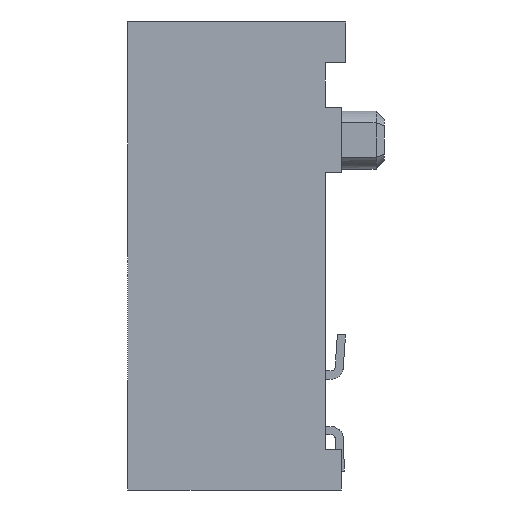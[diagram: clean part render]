
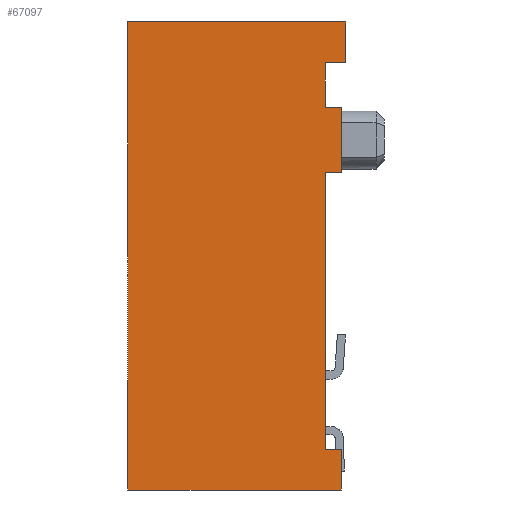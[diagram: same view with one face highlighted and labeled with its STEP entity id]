
A CAD part, left-side view. The second image highlights one B-rep face of the part: STEP entity #67097.
In plain terms, the highlighted free-form (B-spline) face has degree [1, 1] with [2, 2] control points.
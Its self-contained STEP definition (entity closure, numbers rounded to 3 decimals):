
#894 = VERTEX_POINT ( 'NONE', #31105 ) ;
#1926 = CARTESIAN_POINT ( 'NONE',  ( -9.1, 0.5, 0.8 ) ) ;
#3127 = CARTESIAN_POINT ( 'NONE',  ( -9.1, 5.35, 2.9 ) ) ;
#3264 = CARTESIAN_POINT ( 'NONE',  ( -9.1, 0.1, 0.8 ) ) ;
#4122 = B_SPLINE_CURVE_WITH_KNOTS ( 'NONE', 1,
 ( #49346, #59503 ),
 .UNSPECIFIED., .F., .F.,
 ( 2, 2 ),
 ( 0., 1. ),
 .UNSPECIFIED. ) ;
#5329 = CARTESIAN_POINT ( 'NONE',  ( -9.1, 0.5, 1.9 ) ) ;
#6476 = EDGE_CURVE ( 'NONE', #51827, #66169, #64522, .T. ) ;
#6754 = CARTESIAN_POINT ( 'NONE',  ( -9.1, 0., 1.9 ) ) ;
#7429 = ORIENTED_EDGE ( 'NONE', *, *, #63422, .T. ) ;
#7647 = CARTESIAN_POINT ( 'NONE',  ( -9.1, 0., 1.9 ) ) ;
#9897 = CARTESIAN_POINT ( 'NONE',  ( -9.1, 0.5, -7.6 ) ) ;
#10622 = B_SPLINE_SURFACE_WITH_KNOTS ( 'NONE', 1, 1, ( 
 ( #14671, #50605 ),
 ( #56038, #66832 ) ),
 .UNSPECIFIED., .F., .F., .F.,
 ( 2, 2 ),
 ( 2, 2 ),
 ( 0., 1. ),
 ( 0., 1. ),
 .UNSPECIFIED. ) ;
#11303 = EDGE_CURVE ( 'NONE', #894, #20405, #48851, .T. ) ;
#12388 = ORIENTED_EDGE ( 'NONE', *, *, #21029, .F. ) ;
#14168 = B_SPLINE_CURVE_WITH_KNOTS ( 'NONE', 1,
 ( #9897, #45541 ),
 .UNSPECIFIED., .F., .F.,
 ( 2, 2 ),
 ( 0., 1. ),
 .UNSPECIFIED. ) ;
#14661 = CARTESIAN_POINT ( 'NONE',  ( -9.1, 0.5, 1.9 ) ) ;
#14671 = CARTESIAN_POINT ( 'NONE',  ( -9.1, 0., 2.9 ) ) ;
#14770 = EDGE_LOOP ( 'NONE', ( #44188, #42482, #48803, #7429, #12388, #59731, #55862, #28960, #15039, #29930, #15796, #34992 ) ) ;
#15039 = ORIENTED_EDGE ( 'NONE', *, *, #27301, .F. ) ;
#15796 = ORIENTED_EDGE ( 'NONE', *, *, #11303, .F. ) ;
#15920 = CARTESIAN_POINT ( 'NONE',  ( -9.1, 0.1, -7.6 ) ) ;
#18814 = CARTESIAN_POINT ( 'NONE',  ( -9.1, 5.35, 2.9 ) ) ;
#19907 = CARTESIAN_POINT ( 'NONE',  ( -9.1, 0.1, -8.6 ) ) ;
#20405 = VERTEX_POINT ( 'NONE', #3127 ) ;
#20797 = B_SPLINE_CURVE_WITH_KNOTS ( 'NONE', 1,
 ( #43118, #53096 ),
 .UNSPECIFIED., .F., .F.,
 ( 2, 2 ),
 ( 0., 1. ),
 .UNSPECIFIED. ) ;
#20963 = CARTESIAN_POINT ( 'NONE',  ( -9.1, 0.1, -8.6 ) ) ;
#21029 = EDGE_CURVE ( 'NONE', #46274, #52169, #20797, .T. ) ;
#21065 = VERTEX_POINT ( 'NONE', #58302 ) ;
#22138 = VERTEX_POINT ( 'NONE', #49081 ) ;
#22615 = CARTESIAN_POINT ( 'NONE',  ( -9.1, 0.5, 1.9 ) ) ;
#22934 = EDGE_CURVE ( 'NONE', #52148, #51827, #32382, .T. ) ;
#23998 = B_SPLINE_CURVE_WITH_KNOTS ( 'NONE', 1,
 ( #15920, #20963 ),
 .UNSPECIFIED., .F., .F.,
 ( 2, 2 ),
 ( 0., 1. ),
 .UNSPECIFIED. ) ;
#25266 = B_SPLINE_CURVE_WITH_KNOTS ( 'NONE', 1,
 ( #46662, #26455 ),
 .UNSPECIFIED., .F., .F.,
 ( 2, 2 ),
 ( 0., 1. ),
 .UNSPECIFIED. ) ;
#26455 = CARTESIAN_POINT ( 'NONE',  ( -9.1, 5.35, -8.6 ) ) ;
#26598 = B_SPLINE_CURVE_WITH_KNOTS ( 'NONE', 1,
 ( #64877, #60159 ),
 .UNSPECIFIED., .F., .F.,
 ( 2, 2 ),
 ( 0., 1. ),
 .UNSPECIFIED. ) ;
#27301 = EDGE_CURVE ( 'NONE', #21065, #52148, #43143, .T. ) ;
#28108 = CARTESIAN_POINT ( 'NONE',  ( -9.1, 0.1, -0.8 ) ) ;
#28588 = FACE_OUTER_BOUND ( 'NONE', #14770, .T. ) ;
#28633 = CARTESIAN_POINT ( 'NONE',  ( -9.1, 5.35, -8.6 ) ) ;
#28960 = ORIENTED_EDGE ( 'NONE', *, *, #22934, .F. ) ;
#29930 = ORIENTED_EDGE ( 'NONE', *, *, #51403, .F. ) ;
#31105 = CARTESIAN_POINT ( 'NONE',  ( -9.1, 5.35, -8.6 ) ) ;
#32359 = CARTESIAN_POINT ( 'NONE',  ( -9.1, 0., 1.9 ) ) ;
#32382 = B_SPLINE_CURVE_WITH_KNOTS ( 'NONE', 1,
 ( #32359, #22615 ),
 .UNSPECIFIED., .F., .F.,
 ( 2, 2 ),
 ( 0., 1. ),
 .UNSPECIFIED. ) ;
#32795 = CARTESIAN_POINT ( 'NONE',  ( -9.1, 0.1, -7.6 ) ) ;
#34492 = CARTESIAN_POINT ( 'NONE',  ( -9.1, 0.1, -0.8 ) ) ;
#34992 = ORIENTED_EDGE ( 'NONE', *, *, #56095, .F. ) ;
#35326 = VERTEX_POINT ( 'NONE', #61591 ) ;
#37027 = B_SPLINE_CURVE_WITH_KNOTS ( 'NONE', 1,
 ( #65249, #34492 ),
 .UNSPECIFIED., .F., .F.,
 ( 2, 2 ),
 ( 0., 1. ),
 .UNSPECIFIED. ) ;
#42482 = ORIENTED_EDGE ( 'NONE', *, *, #60856, .F. ) ;
#43118 = CARTESIAN_POINT ( 'NONE',  ( -9.1, 0.1, 0.8 ) ) ;
#43143 = B_SPLINE_CURVE_WITH_KNOTS ( 'NONE', 1,
 ( #59565, #7647 ),
 .UNSPECIFIED., .F., .F.,
 ( 2, 2 ),
 ( 0., 1. ),
 .UNSPECIFIED. ) ;
#43459 = B_SPLINE_CURVE_WITH_KNOTS ( 'NONE', 1,
 ( #51136, #56344 ),
 .UNSPECIFIED., .F., .F.,
 ( 2, 2 ),
 ( 0., 1. ),
 .UNSPECIFIED. ) ;
#43773 = EDGE_CURVE ( 'NONE', #64808, #47627, #23998, .T. ) ;
#44188 = ORIENTED_EDGE ( 'NONE', *, *, #43773, .F. ) ;
#45541 = CARTESIAN_POINT ( 'NONE',  ( -9.1, 0.1, -7.6 ) ) ;
#46274 = VERTEX_POINT ( 'NONE', #3264 ) ;
#46662 = CARTESIAN_POINT ( 'NONE',  ( -9.1, 0.1, -8.6 ) ) ;
#47627 = VERTEX_POINT ( 'NONE', #19907 ) ;
#48803 = ORIENTED_EDGE ( 'NONE', *, *, #63808, .T. ) ;
#48851 = B_SPLINE_CURVE_WITH_KNOTS ( 'NONE', 1,
 ( #28633, #18814 ),
 .UNSPECIFIED., .F., .F.,
 ( 2, 2 ),
 ( 0., 1. ),
 .UNSPECIFIED. ) ;
#49081 = CARTESIAN_POINT ( 'NONE',  ( -9.1, 0.5, -0.8 ) ) ;
#49346 = CARTESIAN_POINT ( 'NONE',  ( -9.1, 0.5, 0.8 ) ) ;
#50605 = CARTESIAN_POINT ( 'NONE',  ( -9.1, 5.35, 2.9 ) ) ;
#51136 = CARTESIAN_POINT ( 'NONE',  ( -9.1, 5.35, 2.9 ) ) ;
#51403 = EDGE_CURVE ( 'NONE', #20405, #21065, #43459, .T. ) ;
#51827 = VERTEX_POINT ( 'NONE', #5329 ) ;
#52148 = VERTEX_POINT ( 'NONE', #6754 ) ;
#52169 = VERTEX_POINT ( 'NONE', #28108 ) ;
#53096 = CARTESIAN_POINT ( 'NONE',  ( -9.1, 0.1, -0.8 ) ) ;
#53956 = EDGE_CURVE ( 'NONE', #66169, #46274, #4122, .T. ) ;
#55862 = ORIENTED_EDGE ( 'NONE', *, *, #6476, .F. ) ;
#56038 = CARTESIAN_POINT ( 'NONE',  ( -9.1, 0., -8.6 ) ) ;
#56095 = EDGE_CURVE ( 'NONE', #47627, #894, #25266, .T. ) ;
#56344 = CARTESIAN_POINT ( 'NONE',  ( -9.1, 0., 2.9 ) ) ;
#58302 = CARTESIAN_POINT ( 'NONE',  ( -9.1, 0., 2.9 ) ) ;
#59503 = CARTESIAN_POINT ( 'NONE',  ( -9.1, 0.1, 0.8 ) ) ;
#59565 = CARTESIAN_POINT ( 'NONE',  ( -9.1, 0., 2.9 ) ) ;
#59731 = ORIENTED_EDGE ( 'NONE', *, *, #53956, .F. ) ;
#60159 = CARTESIAN_POINT ( 'NONE',  ( -9.1, 0.5, -0.8 ) ) ;
#60856 = EDGE_CURVE ( 'NONE', #35326, #64808, #14168, .T. ) ;
#60936 = CARTESIAN_POINT ( 'NONE',  ( -9.1, 0.5, 0.8 ) ) ;
#61591 = CARTESIAN_POINT ( 'NONE',  ( -9.1, 0.5, -7.6 ) ) ;
#63422 = EDGE_CURVE ( 'NONE', #22138, #52169, #37027, .T. ) ;
#63808 = EDGE_CURVE ( 'NONE', #35326, #22138, #26598, .T. ) ;
#64522 = B_SPLINE_CURVE_WITH_KNOTS ( 'NONE', 1,
 ( #14661, #60936 ),
 .UNSPECIFIED., .F., .F.,
 ( 2, 2 ),
 ( 0., 1. ),
 .UNSPECIFIED. ) ;
#64808 = VERTEX_POINT ( 'NONE', #32795 ) ;
#64877 = CARTESIAN_POINT ( 'NONE',  ( -9.1, 0.5, -7.6 ) ) ;
#65249 = CARTESIAN_POINT ( 'NONE',  ( -9.1, 0.5, -0.8 ) ) ;
#66169 = VERTEX_POINT ( 'NONE', #1926 ) ;
#66832 = CARTESIAN_POINT ( 'NONE',  ( -9.1, 5.35, -8.6 ) ) ;
#67097 = ADVANCED_FACE ( 'NONE', ( #28588 ), #10622, .F. ) ;
